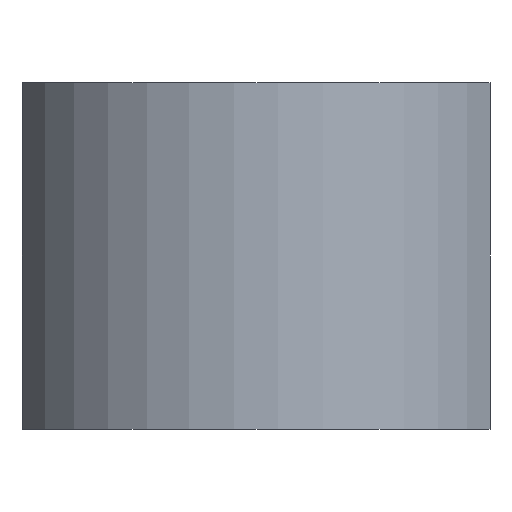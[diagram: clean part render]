
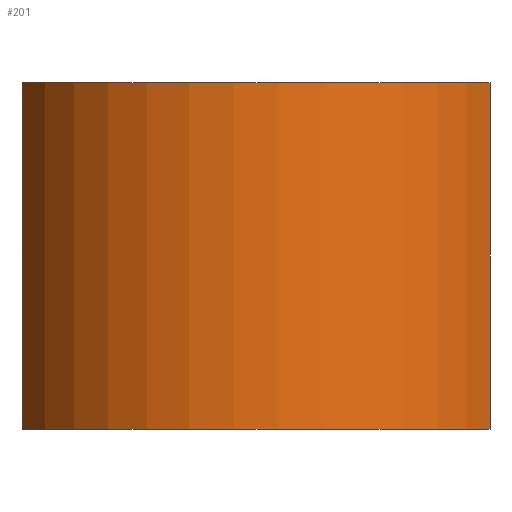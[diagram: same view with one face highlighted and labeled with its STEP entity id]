
A CAD part, front view. The second image highlights one B-rep face of the part: STEP entity #201.
In plain terms, the highlighted cylindrical face has radius 7.5 mm (diameter 15 mm), a partial arc.
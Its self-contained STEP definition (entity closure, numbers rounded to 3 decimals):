
#29=FACE_OUTER_BOUND('',#40,.T.);
#40=EDGE_LOOP('',(#160,#161,#162,#163));
#59=LINE('',#341,#76);
#60=LINE('',#347,#77);
#76=VECTOR('',#279,10.);
#77=VECTOR('',#286,10.);
#87=CIRCLE('',#233,7.5);
#88=CIRCLE('',#234,7.5);
#103=VERTEX_POINT('',#337);
#104=VERTEX_POINT('',#339);
#105=VERTEX_POINT('',#343);
#106=VERTEX_POINT('',#345);
#127=EDGE_CURVE('',#103,#104,#59,.T.);
#128=EDGE_CURVE('',#105,#103,#87,.T.);
#129=EDGE_CURVE('',#106,#104,#88,.T.);
#130=EDGE_CURVE('',#105,#106,#60,.T.);
#160=ORIENTED_EDGE('',*,*,#128,.T.);
#161=ORIENTED_EDGE('',*,*,#127,.T.);
#162=ORIENTED_EDGE('',*,*,#129,.F.);
#163=ORIENTED_EDGE('',*,*,#130,.F.);
#193=CYLINDRICAL_SURFACE('',#232,7.5);
#201=ADVANCED_FACE('',(#29),#193,.T.);
#232=AXIS2_PLACEMENT_3D('',#342,#280,#281);
#233=AXIS2_PLACEMENT_3D('',#344,#282,#283);
#234=AXIS2_PLACEMENT_3D('',#346,#284,#285);
#279=DIRECTION('',(0.,0.,1.));
#280=DIRECTION('center_axis',(0.,0.,1.));
#281=DIRECTION('ref_axis',(1.,0.,0.));
#282=DIRECTION('center_axis',(0.,0.,1.));
#283=DIRECTION('ref_axis',(1.,0.,0.));
#284=DIRECTION('center_axis',(0.,0.,1.));
#285=DIRECTION('ref_axis',(1.,0.,0.));
#286=DIRECTION('',(0.,0.,1.));
#337=CARTESIAN_POINT('',(153.259,23.142,0.));
#339=CARTESIAN_POINT('',(153.259,23.142,10.));
#341=CARTESIAN_POINT('',(153.259,23.142,0.));
#342=CARTESIAN_POINT('Origin',(146.5,26.392,0.));
#343=CARTESIAN_POINT('',(139.741,23.142,0.));
#344=CARTESIAN_POINT('Origin',(146.5,26.392,0.));
#345=CARTESIAN_POINT('',(139.741,23.142,10.));
#346=CARTESIAN_POINT('Origin',(146.5,26.392,10.));
#347=CARTESIAN_POINT('',(139.741,23.142,0.));
